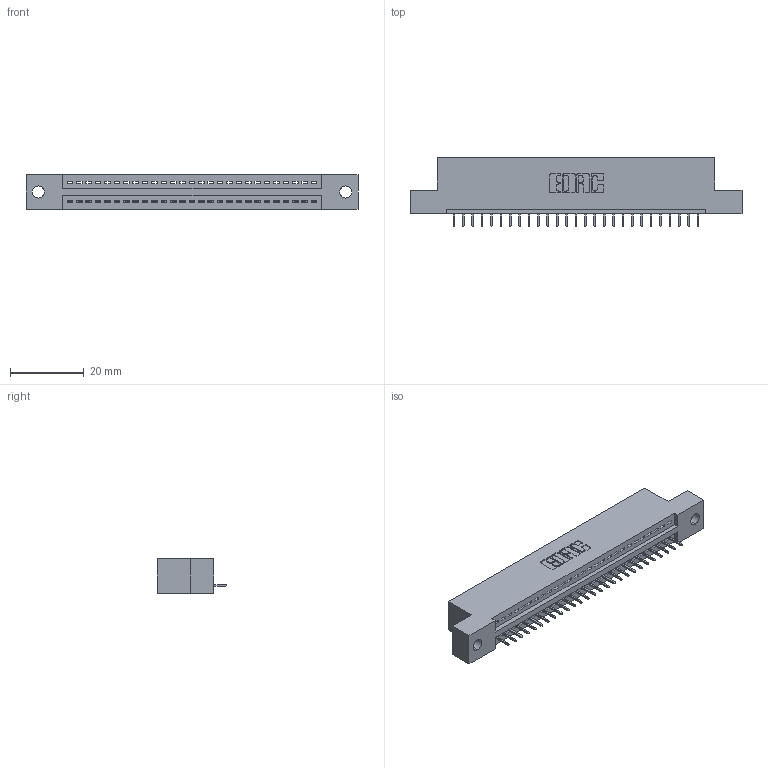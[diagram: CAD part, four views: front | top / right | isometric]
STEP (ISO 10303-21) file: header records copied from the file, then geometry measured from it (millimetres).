
FILE_DESCRIPTION (( 'STEP AP203' ), '1' );
FILE_NAME ('395-027-525-102.STEP', '2020-09-23T16:40:45', ( '' ), ( '' ), 'SwSTEP 2.0', 'SolidWorks 2020', '' );
FILE_SCHEMA (( 'CONFIG_CONTROL_DESIGN' ));
Length unit declared in the file: inch
Products named in the file (3): 395-027-525-102; 345-292-001_345-293-125; 345 Part_Flush Mounting Lugs - 0.128 Dia
Assembly tree (28 placements, depth 2):
  395-027-525-102
    345 Part_Flush Mounting Lugs - 0.128 Dia
    345-292-001_345-293-125  x27
Bounding box: 89.79 x 18.72 x 9.4 mm (x, y, z)
Volume: 8258.5 mm3; surface area: 10131.8 mm2
Topology: 28 solids, 28 shells, 1800 faces, 5201 edges, 3358 vertices
Faces by surface type: plane 1322, cylinder 478
Entity records: 22417 total; most frequent: CARTESIAN_POINT 3889, ORIENTED_EDGE 3850, DIRECTION 3419, EDGE_CURVE 1925, LINE 1689, VECTOR 1689, VERTEX_POINT 1278, AXIS2_PLACEMENT_3D 865
